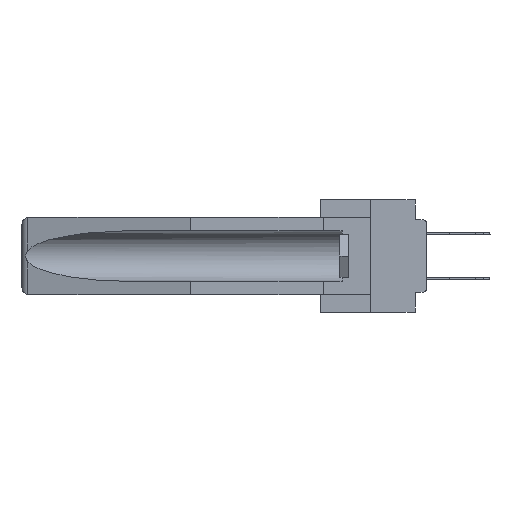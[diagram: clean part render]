
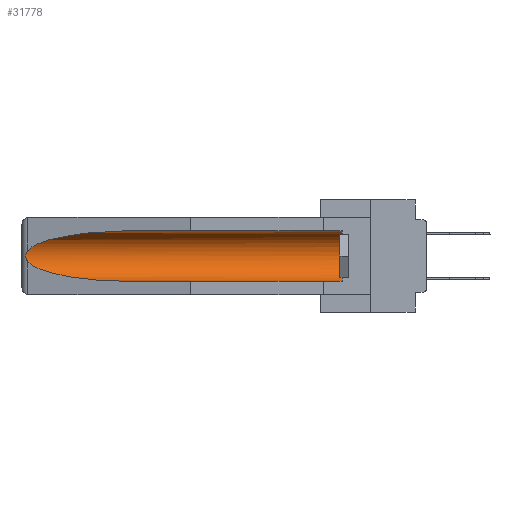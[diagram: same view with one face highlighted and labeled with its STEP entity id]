
A CAD part, left-side view. The second image highlights one B-rep face of the part: STEP entity #31778.
In plain terms, the highlighted cylindrical face has radius 2.857 mm (diameter 5.715 mm), a partial arc.
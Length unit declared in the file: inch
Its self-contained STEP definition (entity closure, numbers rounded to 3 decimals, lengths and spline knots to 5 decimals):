
#219 = CARTESIAN_POINT ( 'NONE',  ( 0.155, -0.30754, -0.059 ) ) ;
#792 = VERTEX_POINT ( 'NONE', #10864 ) ;
#1067 = CARTESIAN_POINT ( 'NONE',  ( 0.2675, 1.53308, -0.16763 ) ) ;
#1664 = VERTEX_POINT ( 'NONE', #8426 ) ;
#1705 = CARTESIAN_POINT ( 'NONE',  ( 0.26537, 1.52718, -0.14972 ) ) ;
#1804 = EDGE_CURVE ( 'NONE', #15160, #3469, #19574, .T. ) ;
#1847 = CARTESIAN_POINT ( 'NONE',  ( 0.26537, 1.52718, -0.19328 ) ) ;
#2695 = FACE_OUTER_BOUND ( 'NONE', #16045, .T. ) ;
#3469 = VERTEX_POINT ( 'NONE', #28940 ) ;
#3484 = EDGE_CURVE ( 'NONE', #15160, #1664, #3901, .T. ) ;
#3901 = LINE ( 'NONE', #15516, #6178 ) ;
#3948 = ORIENTED_EDGE ( 'NONE', *, *, #25930, .T. ) ;
#3993 =( BOUNDED_CURVE ( )  B_SPLINE_CURVE ( 3, ( #10436, #16974, #28839, #1705 ),
 .UNSPECIFIED., .F., .F. ) 
 B_SPLINE_CURVE_WITH_KNOTS ( ( 4, 4 ),
 ( 4.71239, 6.08839 ),
 .UNSPECIFIED. ) 
 CURVE ( )  GEOMETRIC_REPRESENTATION_ITEM ( )  RATIONAL_B_SPLINE_CURVE ( ( 1., 0.848, 0.848, 1. ) ) 
 REPRESENTATION_ITEM ( '' )  );
#4154 = CARTESIAN_POINT ( 'NONE',  ( 0.26597, 1.5296, -0.19026 ) ) ;
#5058 = VERTEX_POINT ( 'NONE', #37460 ) ;
#5062 = ORIENTED_EDGE ( 'NONE', *, *, #13371, .T. ) ;
#5072 = AXIS2_PLACEMENT_3D ( 'NONE', #32556, #18154, #15069 ) ;
#5940 = ORIENTED_EDGE ( 'NONE', *, *, #11004, .T. ) ;
#6178 = VECTOR ( 'NONE', #27381, 39.37008 ) ;
#8284 = ORIENTED_EDGE ( 'NONE', *, *, #23890, .T. ) ;
#8426 = CARTESIAN_POINT ( 'NONE',  ( 0.155, 1.07973, -0.284 ) ) ;
#9652 = VECTOR ( 'NONE', #26362, 39.37008 ) ;
#9801 = CARTESIAN_POINT ( 'NONE',  ( 0.26654, 1.53092, -0.15636 ) ) ;
#9981 = CARTESIAN_POINT ( 'NONE',  ( 0.2673, 1.53269, -0.17917 ) ) ;
#10436 = CARTESIAN_POINT ( 'NONE',  ( 0.155, 1.07973, -0.059 ) ) ;
#10864 = CARTESIAN_POINT ( 'NONE',  ( 0.26537, 1.52718, -0.14972 ) ) ;
#11004 = EDGE_CURVE ( 'NONE', #5058, #1664, #35688, .T. ) ;
#12706 = CARTESIAN_POINT ( 'NONE',  ( 0.26597, 1.52961, -0.15275 ) ) ;
#13371 = EDGE_CURVE ( 'NONE', #3469, #34803, #26169, .T. ) ;
#13662 = CARTESIAN_POINT ( 'NONE',  ( 0.25451, 1.48313, -0.24835 ) ) ;
#13807 = ORIENTED_EDGE ( 'NONE', *, *, #3484, .F. ) ;
#15069 = DIRECTION ( 'NONE',  ( 0., 0., 1. ) ) ;
#15160 = VERTEX_POINT ( 'NONE', #27259 ) ;
#15390 = CARTESIAN_POINT ( 'NONE',  ( 0.2673, 1.5327, -0.16383 ) ) ;
#15516 = CARTESIAN_POINT ( 'NONE',  ( 0.155, -0.30754, -0.284 ) ) ;
#16045 = EDGE_LOOP ( 'NONE', ( #8284, #3948, #5940, #13807, #25989, #5062 ) ) ;
#16974 = CARTESIAN_POINT ( 'NONE',  ( 0.21114, 1.30732, -0.059 ) ) ;
#18085 = CARTESIAN_POINT ( 'NONE',  ( 0.26537, 1.52718, -0.14972 ) ) ;
#18154 = DIRECTION ( 'NONE',  ( 0., 1., 0. ) ) ;
#18252 = DIRECTION ( 'NONE',  ( 0., 0., 1. ) ) ;
#18482 = B_SPLINE_CURVE_WITH_KNOTS ( 'NONE', 3,
 ( #18085, #12706, #9801, #15390, #1067, #27439, #9981, #21783, #4154, #30714 ),
 .UNSPECIFIED., .F., .F.,
 ( 4, 2, 2, 2, 4 ),
 ( 0., 0.00029, 0.00058, 0.00087, 0.00117 ),
 .UNSPECIFIED. ) ;
#19574 = CIRCLE ( 'NONE', #24569, 0.1125 ) ;
#21783 = CARTESIAN_POINT ( 'NONE',  ( 0.26655, 1.53094, -0.18657 ) ) ;
#23890 = EDGE_CURVE ( 'NONE', #34803, #792, #3993, .T. ) ;
#24569 = AXIS2_PLACEMENT_3D ( 'NONE', #36113, #33048, #18252 ) ;
#25495 = CARTESIAN_POINT ( 'NONE',  ( 0.155, 1.07973, -0.284 ) ) ;
#25682 = CARTESIAN_POINT ( 'NONE',  ( 0.21114, 1.30732, -0.284 ) ) ;
#25930 = EDGE_CURVE ( 'NONE', #792, #5058, #18482, .T. ) ;
#25989 = ORIENTED_EDGE ( 'NONE', *, *, #1804, .T. ) ;
#26169 = LINE ( 'NONE', #219, #9652 ) ;
#26362 = DIRECTION ( 'NONE',  ( 0., 1., 0. ) ) ;
#26923 = CYLINDRICAL_SURFACE ( 'NONE', #5072, 0.1125 ) ;
#27259 = CARTESIAN_POINT ( 'NONE',  ( 0.155, 0.126, -0.284 ) ) ;
#27381 = DIRECTION ( 'NONE',  ( 0., 1., 0. ) ) ;
#27439 = CARTESIAN_POINT ( 'NONE',  ( 0.2675, 1.53308, -0.17534 ) ) ;
#28839 = CARTESIAN_POINT ( 'NONE',  ( 0.25451, 1.48313, -0.09465 ) ) ;
#28940 = CARTESIAN_POINT ( 'NONE',  ( 0.155, 0.126, -0.059 ) ) ;
#29550 = CARTESIAN_POINT ( 'NONE',  ( 0.155, 1.07973, -0.059 ) ) ;
#30714 = CARTESIAN_POINT ( 'NONE',  ( 0.26537, 1.52718, -0.19328 ) ) ;
#31778 = ADVANCED_FACE ( 'NONE', ( #2695 ), #26923, .F. ) ;
#32556 = CARTESIAN_POINT ( 'NONE',  ( 0.155, -0.30754, -0.1715 ) ) ;
#33048 = DIRECTION ( 'NONE',  ( 0., -1., 0. ) ) ;
#34803 = VERTEX_POINT ( 'NONE', #29550 ) ;
#35688 =( BOUNDED_CURVE ( )  B_SPLINE_CURVE ( 3, ( #1847, #13662, #25682, #25495 ),
 .UNSPECIFIED., .F., .F. ) 
 B_SPLINE_CURVE_WITH_KNOTS ( ( 4, 4 ),
 ( 0.1948, 1.5708 ),
 .UNSPECIFIED. ) 
 CURVE ( )  GEOMETRIC_REPRESENTATION_ITEM ( )  RATIONAL_B_SPLINE_CURVE ( ( 1., 0.848, 0.848, 1. ) ) 
 REPRESENTATION_ITEM ( '' )  );
#36113 = CARTESIAN_POINT ( 'NONE',  ( 0.155, 0.126, -0.1715 ) ) ;
#37460 = CARTESIAN_POINT ( 'NONE',  ( 0.26537, 1.52718, -0.19328 ) ) ;
